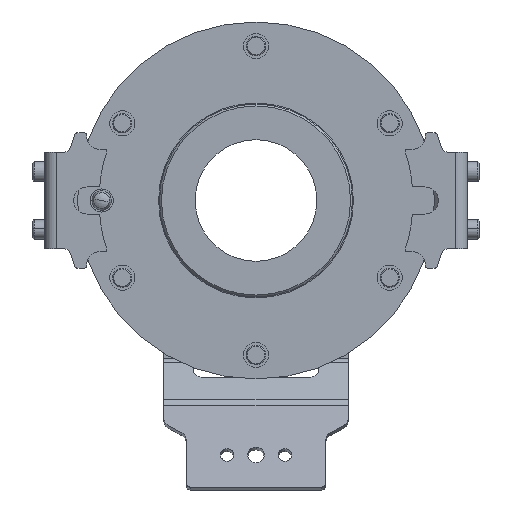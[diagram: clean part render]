
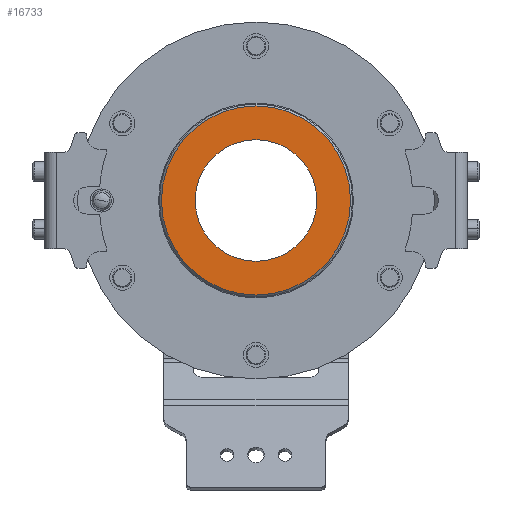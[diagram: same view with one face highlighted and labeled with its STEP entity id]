
A CAD part, front view. The second image highlights one B-rep face of the part: STEP entity #16733.
In plain terms, the highlighted planar face has unit normal (0, -1, 0).
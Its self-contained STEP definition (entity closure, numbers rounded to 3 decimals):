
#634 = VERTEX_POINT ( 'NONE', #8432 ) ;
#838 = ORIENTED_EDGE ( 'NONE', *, *, #13458, .F. ) ;
#1134 = CIRCLE ( 'NONE', #13068, 31.5 ) ;
#1552 = CARTESIAN_POINT ( 'NONE',  ( 0., -28.5, 31.5 ) ) ;
#2009 = AXIS2_PLACEMENT_3D ( 'NONE', #4405, #8141, #11525 ) ;
#2029 = CIRCLE ( 'NONE', #17558, 31.5 ) ;
#2312 = CARTESIAN_POINT ( 'NONE',  ( -49., -28.5, 0. ) ) ;
#2941 = EDGE_LOOP ( 'NONE', ( #838, #6370 ) ) ;
#3182 = DIRECTION ( 'NONE',  ( -1., 0., 0. ) ) ;
#3269 = DIRECTION ( 'NONE',  ( 0., -1., 0. ) ) ;
#4405 = CARTESIAN_POINT ( 'NONE',  ( 0., -28.5, 0. ) ) ;
#4432 = DIRECTION ( 'NONE',  ( -1., 0., 0. ) ) ;
#4639 = DIRECTION ( 'NONE',  ( 0., -1., 0. ) ) ;
#4673 = DIRECTION ( 'NONE',  ( -1., 0., 0. ) ) ;
#6370 = ORIENTED_EDGE ( 'NONE', *, *, #16560, .F. ) ;
#8109 = ORIENTED_EDGE ( 'NONE', *, *, #17931, .T. ) ;
#8141 = DIRECTION ( 'NONE',  ( 0., -1., 0. ) ) ;
#8432 = CARTESIAN_POINT ( 'NONE',  ( -31.5, -28.5, 0. ) ) ;
#8504 = FACE_OUTER_BOUND ( 'NONE', #13212, .T. ) ;
#9465 = AXIS2_PLACEMENT_3D ( 'NONE', #1552, #3269, #18751 ) ;
#9787 = DIRECTION ( 'NONE',  ( 0., -1., 0. ) ) ;
#10053 = CIRCLE ( 'NONE', #18334, 49. ) ;
#10313 = PLANE ( 'NONE',  #9465 ) ;
#10653 = FACE_BOUND ( 'NONE', #2941, .T. ) ;
#11459 = CIRCLE ( 'NONE', #2009, 49. ) ;
#11525 = DIRECTION ( 'NONE',  ( -1., 0., 0. ) ) ;
#11749 = VERTEX_POINT ( 'NONE', #2312 ) ;
#13068 = AXIS2_PLACEMENT_3D ( 'NONE', #20146, #18461, #3182 ) ;
#13212 = EDGE_LOOP ( 'NONE', ( #8109, #21037 ) ) ;
#13431 = VERTEX_POINT ( 'NONE', #18241 ) ;
#13458 = EDGE_CURVE ( 'NONE', #634, #15721, #1134, .T. ) ;
#14422 = CARTESIAN_POINT ( 'NONE',  ( 31.5, -28.5, 0. ) ) ;
#15721 = VERTEX_POINT ( 'NONE', #14422 ) ;
#16560 = EDGE_CURVE ( 'NONE', #15721, #634, #2029, .T. ) ;
#16733 = ADVANCED_FACE ( 'NONE', ( #8504, #10653 ), #10313, .T. ) ;
#17080 = EDGE_CURVE ( 'NONE', #11749, #13431, #11459, .T. ) ;
#17558 = AXIS2_PLACEMENT_3D ( 'NONE', #21739, #4639, #4432 ) ;
#17931 = EDGE_CURVE ( 'NONE', #13431, #11749, #10053, .T. ) ;
#18241 = CARTESIAN_POINT ( 'NONE',  ( 49., -28.5, 0. ) ) ;
#18334 = AXIS2_PLACEMENT_3D ( 'NONE', #19258, #9787, #4673 ) ;
#18461 = DIRECTION ( 'NONE',  ( 0., -1., 0. ) ) ;
#18751 = DIRECTION ( 'NONE',  ( -1., 0., 0. ) ) ;
#19258 = CARTESIAN_POINT ( 'NONE',  ( 0., -28.5, 0. ) ) ;
#20146 = CARTESIAN_POINT ( 'NONE',  ( 0., -28.5, 0. ) ) ;
#21037 = ORIENTED_EDGE ( 'NONE', *, *, #17080, .T. ) ;
#21739 = CARTESIAN_POINT ( 'NONE',  ( 0., -28.5, 0. ) ) ;
